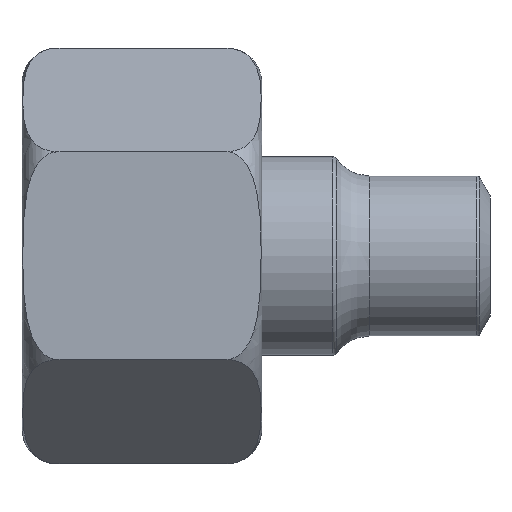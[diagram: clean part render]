
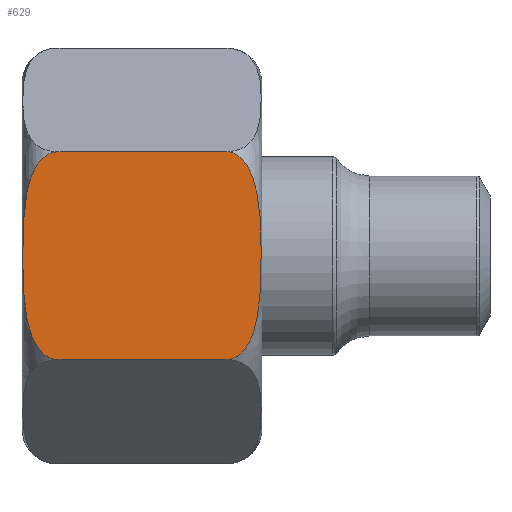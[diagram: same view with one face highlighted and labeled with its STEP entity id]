
A CAD part, top view. The second image highlights one B-rep face of the part: STEP entity #629.
In plain terms, the highlighted face is planar.
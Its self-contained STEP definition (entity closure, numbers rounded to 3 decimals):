
#522=FACE_OUTER_BOUND('',#907,.T.);
#582=LINE('',#2648,#598);
#583=LINE('',#2653,#599);
#598=VECTOR('',#2115,1.);
#599=VECTOR('',#2120,1.);
#629=ADVANCED_FACE('',(#522),#725,.T.);
#725=PLANE('',#2023);
#907=EDGE_LOOP('',(#1147,#1148,#1149,#1150));
#1147=ORIENTED_EDGE('',*,*,#1667,.T.);
#1148=ORIENTED_EDGE('',*,*,#1686,.T.);
#1149=ORIENTED_EDGE('',*,*,#1669,.T.);
#1150=ORIENTED_EDGE('',*,*,#1692,.T.);
#1507=VERTEX_POINT('',#2642);
#1510=VERTEX_POINT('',#2647);
#1512=VERTEX_POINT('',#2652);
#1513=VERTEX_POINT('',#2654);
#1667=EDGE_CURVE('',#1507,#1510,#582,.T.);
#1669=EDGE_CURVE('',#1513,#1512,#583,.T.);
#1686=EDGE_CURVE('',#1510,#1513,#1879,.T.);
#1692=EDGE_CURVE('',#1512,#1507,#1881,.T.);
#1879=B_SPLINE_CURVE_WITH_KNOTS('',3,(#2770,#2771,#2772,#2773,#2774,#2775,
#2776,#2777,#2778,#2779,#2780,#2781,#2782,#2783,#2784,#2785,#2786,#2787),
 .UNSPECIFIED.,.F.,.F.,(4,2,2,2,2,2,2,2,4),(0.,0.063,0.125,0.25,0.5,0.75,
0.875,0.938,1.),.UNSPECIFIED.);
#1881=B_SPLINE_CURVE_WITH_KNOTS('',3,(#2815,#2816,#2817,#2818,#2819,#2820,
#2821,#2822,#2823,#2824,#2825,#2826,#2827,#2828,#2829,#2830,#2831,#2832),
 .UNSPECIFIED.,.F.,.F.,(4,2,2,2,2,2,2,2,4),(0.,0.063,0.125,
0.25,0.5,0.75,0.875,0.938,1.),.UNSPECIFIED.);
#2023=AXIS2_PLACEMENT_3D('',#2927,#2186,#2187);
#2115=DIRECTION('',(-1.,0.,0.));
#2120=DIRECTION('',(1.,0.,0.));
#2186=DIRECTION('',(0.,0.866,-0.5));
#2187=DIRECTION('',(0.,0.5,0.866));
#2642=CARTESIAN_POINT('',(20.5,10.401,-17.995));
#2647=CARTESIAN_POINT('',(3.5,10.401,-17.995));
#2648=CARTESIAN_POINT('',(0.,10.401,-17.995));
#2652=CARTESIAN_POINT('',(20.5,20.785,-0.01));
#2653=CARTESIAN_POINT('',(0.,20.785,-0.01));
#2654=CARTESIAN_POINT('',(3.5,20.785,-0.01));
#2770=CARTESIAN_POINT('',(3.5,10.401,-17.995));
#2771=CARTESIAN_POINT('',(2.998,10.401,-17.995));
#2772=CARTESIAN_POINT('',(2.523,10.515,-17.797));
#2773=CARTESIAN_POINT('',(1.777,10.84,-17.234));
#2774=CARTESIAN_POINT('',(1.49,11.048,-16.874));
#2775=CARTESIAN_POINT('',(0.809,11.702,-15.741));
#2776=CARTESIAN_POINT('',(0.569,12.189,-14.898));
#2777=CARTESIAN_POINT('',(0.094,13.632,-12.399));
#2778=CARTESIAN_POINT('',(0.075,14.618,-10.691));
#2779=CARTESIAN_POINT('',(0.075,16.575,-7.301));
#2780=CARTESIAN_POINT('',(0.094,17.56,-5.595));
#2781=CARTESIAN_POINT('',(0.576,19.011,-3.081));
#2782=CARTESIAN_POINT('',(0.813,19.491,-2.251));
#2783=CARTESIAN_POINT('',(1.498,20.143,-1.12));
#2784=CARTESIAN_POINT('',(1.788,20.351,-0.761));
#2785=CARTESIAN_POINT('',(2.529,20.672,-0.205));
#2786=CARTESIAN_POINT('',(3.001,20.785,-0.01));
#2787=CARTESIAN_POINT('',(3.5,20.785,-0.01));
#2815=CARTESIAN_POINT('',(20.5,20.785,-0.01));
#2816=CARTESIAN_POINT('',(21.002,20.785,-0.01));
#2817=CARTESIAN_POINT('',(21.477,20.671,-0.208));
#2818=CARTESIAN_POINT('',(22.223,20.345,-0.771));
#2819=CARTESIAN_POINT('',(22.51,20.137,-1.131));
#2820=CARTESIAN_POINT('',(23.191,19.483,-2.264));
#2821=CARTESIAN_POINT('',(23.431,18.997,-3.107));
#2822=CARTESIAN_POINT('',(23.906,17.554,-5.606));
#2823=CARTESIAN_POINT('',(23.925,16.568,-7.314));
#2824=CARTESIAN_POINT('',(23.925,14.61,-10.704));
#2825=CARTESIAN_POINT('',(23.906,13.626,-12.41));
#2826=CARTESIAN_POINT('',(23.424,12.174,-14.924));
#2827=CARTESIAN_POINT('',(23.187,11.695,-15.754));
#2828=CARTESIAN_POINT('',(22.502,11.042,-16.885));
#2829=CARTESIAN_POINT('',(22.212,10.834,-17.244));
#2830=CARTESIAN_POINT('',(21.471,10.514,-17.8));
#2831=CARTESIAN_POINT('',(20.999,10.401,-17.995));
#2832=CARTESIAN_POINT('',(20.5,10.401,-17.995));
#2927=CARTESIAN_POINT('',(26.4,20.79,0.));
